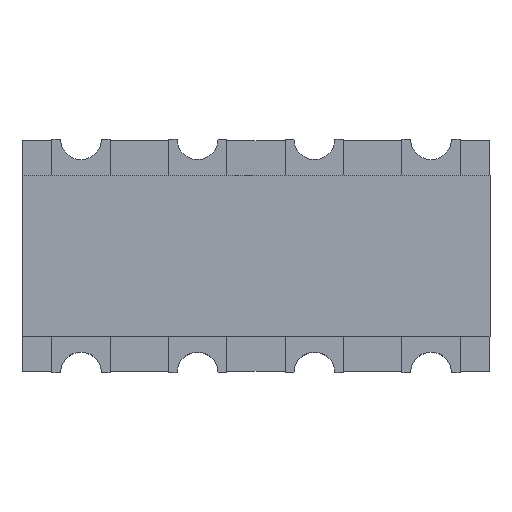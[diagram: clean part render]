
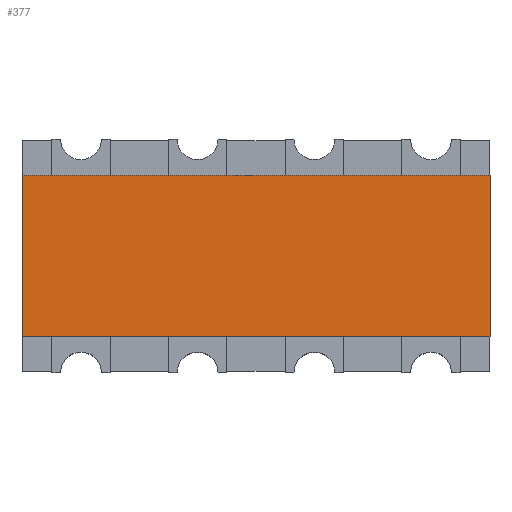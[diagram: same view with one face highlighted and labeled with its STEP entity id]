
A CAD part, top view. The second image highlights one B-rep face of the part: STEP entity #377.
In plain terms, the highlighted planar face has unit normal (0, 0, 1).
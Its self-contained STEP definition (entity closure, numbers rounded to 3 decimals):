
#217 = VECTOR ( 'NONE', #3748, 1000. ) ;
#228 = EDGE_CURVE ( 'NONE', #443, #3408, #2561, .T. ) ;
#344 = CARTESIAN_POINT ( 'NONE',  ( 1.6, 0.554, 0.6 ) ) ;
#349 = CARTESIAN_POINT ( 'NONE',  ( -1.604, 0.554, 0.6 ) ) ;
#368 = EDGE_CURVE ( 'NONE', #3630, #443, #2804, .T. ) ;
#377 = ADVANCED_FACE ( 'NONE', ( #1794 ), #947, .T. ) ;
#443 = VERTEX_POINT ( 'NONE', #349 ) ;
#617 = CARTESIAN_POINT ( 'NONE',  ( -1.604, 0.55, 0.6 ) ) ;
#947 = PLANE ( 'NONE',  #2371 ) ;
#969 = EDGE_LOOP ( 'NONE', ( #3792, #3998, #3949, #4072 ) ) ;
#1018 = DIRECTION ( 'NONE',  ( 1., 0., 0. ) ) ;
#1027 = CARTESIAN_POINT ( 'NONE',  ( 1.604, -0.55, 0.6 ) ) ;
#1310 = CARTESIAN_POINT ( 'NONE',  ( 0., 0., 0.6 ) ) ;
#1648 = DIRECTION ( 'NONE',  ( 1., 0., 0. ) ) ;
#1725 = CARTESIAN_POINT ( 'NONE',  ( 1.604, 0.554, 0.6 ) ) ;
#1794 = FACE_OUTER_BOUND ( 'NONE', #969, .T. ) ;
#2023 = LINE ( 'NONE', #1027, #217 ) ;
#2311 = EDGE_CURVE ( 'NONE', #3630, #4364, #3533, .T. ) ;
#2371 = AXIS2_PLACEMENT_3D ( 'NONE', #1310, #3678, #1648 ) ;
#2426 = CARTESIAN_POINT ( 'NONE',  ( 0., -0.554, 0.6 ) ) ;
#2561 = LINE ( 'NONE', #344, #4258 ) ;
#2577 = CARTESIAN_POINT ( 'NONE',  ( -1.604, -0.554, 0.6 ) ) ;
#2705 = VECTOR ( 'NONE', #4026, 1000. ) ;
#2804 = LINE ( 'NONE', #617, #2705 ) ;
#3340 = EDGE_CURVE ( 'NONE', #3408, #4364, #2023, .T. ) ;
#3408 = VERTEX_POINT ( 'NONE', #1725 ) ;
#3533 = LINE ( 'NONE', #2426, #4323 ) ;
#3630 = VERTEX_POINT ( 'NONE', #2577 ) ;
#3678 = DIRECTION ( 'NONE',  ( 0., 0., 1. ) ) ;
#3691 = CARTESIAN_POINT ( 'NONE',  ( 1.604, -0.554, 0.6 ) ) ;
#3748 = DIRECTION ( 'NONE',  ( 0., -1., 0. ) ) ;
#3792 = ORIENTED_EDGE ( 'NONE', *, *, #228, .F. ) ;
#3949 = ORIENTED_EDGE ( 'NONE', *, *, #2311, .T. ) ;
#3998 = ORIENTED_EDGE ( 'NONE', *, *, #368, .F. ) ;
#4026 = DIRECTION ( 'NONE',  ( 0., 1., 0. ) ) ;
#4072 = ORIENTED_EDGE ( 'NONE', *, *, #3340, .F. ) ;
#4132 = DIRECTION ( 'NONE',  ( 1., 0., 0. ) ) ;
#4258 = VECTOR ( 'NONE', #1018, 1000. ) ;
#4323 = VECTOR ( 'NONE', #4132, 1000. ) ;
#4364 = VERTEX_POINT ( 'NONE', #3691 ) ;
